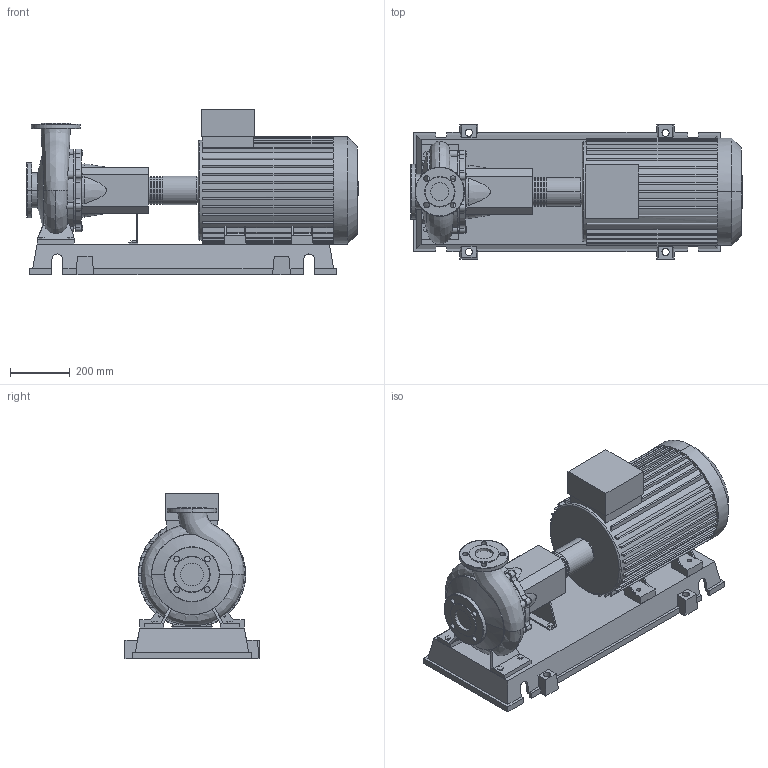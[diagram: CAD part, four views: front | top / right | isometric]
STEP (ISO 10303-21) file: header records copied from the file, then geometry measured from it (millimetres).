
FILE_DESCRIPTION((''),'2;1');
FILE_NAME('3d_NL50_250-22-2-05-4109106.stp','2015-03-03T07:44:17',(''),(''),'Mechanical Desktop 2009','Mechanical Desktop 2009',', , ');
FILE_SCHEMA(('CONFIG_CONTROL_DESIGN'));
Length unit declared in the file: millimetre
Products named in the file (1): Product
Bounding box: 1114 x 450 x 555 mm (x, y, z)
Volume: 77996507.7 mm3; surface area: 3470976.5 mm2
Topology: 11 solids, 11 shells, 826 faces, 2188 edges, 1442 vertices
Faces by surface type: plane 424, bspline 196, cylinder 190, cone 10, torus 6
Entity records: 30297 total; most frequent: CARTESIAN_POINT 9864, ORIENTED_EDGE 4378, DIRECTION 3999, EDGE_CURVE 2189, VERTEX_POINT 1439, VECTOR 1399, LINE 1399, AXIS2_PLACEMENT_3D 1300
